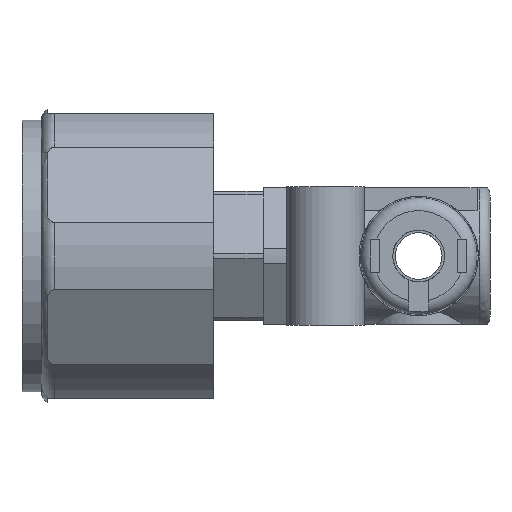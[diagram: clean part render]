
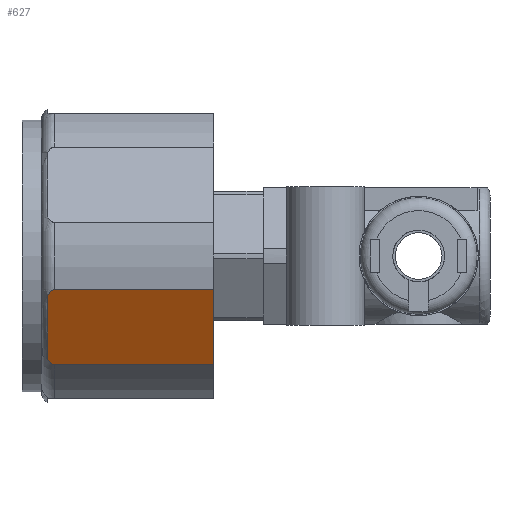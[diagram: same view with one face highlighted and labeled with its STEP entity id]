
A CAD part, left-side view. The second image highlights one B-rep face of the part: STEP entity #627.
In plain terms, the highlighted face is planar.
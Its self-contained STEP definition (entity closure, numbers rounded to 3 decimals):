
#627 = ADVANCED_FACE( '', ( #1288 ), #1289, .F. );
#1288 = FACE_OUTER_BOUND( '', #1939, .T. );
#1289 = PLANE( '', #1940 );
#1939 = EDGE_LOOP( '', ( #3435, #3436, #3437, #3438, #3439, #3440 ) );
#1940 = AXIS2_PLACEMENT_3D( '', #3441, #3442, #3443 );
#3435 = ORIENTED_EDGE( '', *, *, #3915, .T. );
#3436 = ORIENTED_EDGE( '', *, *, #4151, .F. );
#3437 = ORIENTED_EDGE( '', *, *, #4152, .F. );
#3438 = ORIENTED_EDGE( '', *, *, #4131, .F. );
#3439 = ORIENTED_EDGE( '', *, *, #3917, .T. );
#3440 = ORIENTED_EDGE( '', *, *, #4038, .F. );
#3441 = CARTESIAN_POINT( '', ( -11., 18., 6.351 ) );
#3442 = DIRECTION( '', ( 0.5, 0., -0.866 ) );
#3443 = DIRECTION( '', ( -0.866, 0., -0.5 ) );
#3915 = EDGE_CURVE( '', #4739, #4740, #4741, .T. );
#3917 = EDGE_CURVE( '', #4744, #4742, #4745, .T. );
#4038 = EDGE_CURVE( '', #4739, #4742, #4916, .T. );
#4131 = EDGE_CURVE( '', #4744, #5023, #5026, .T. );
#4151 = EDGE_CURVE( '', #5048, #4740, #5049, .F. );
#4152 = EDGE_CURVE( '', #5023, #5048, #5050, .T. );
#4739 = VERTEX_POINT( '', #6177 );
#4740 = VERTEX_POINT( '', #6178 );
#4741 = B_SPLINE_CURVE_WITH_KNOTS( '', 3, ( #6179, #6180, #6181, #6182, #6183, #6184, #6185, #6186 ), .UNSPECIFIED., .F., .F., ( 4, 2, 2, 4 ), ( 0., 0., 0.001, 0.001 ), .UNSPECIFIED. );
#4742 = VERTEX_POINT( '', #6187 );
#4744 = VERTEX_POINT( '', #6189 );
#4745 = B_SPLINE_CURVE_WITH_KNOTS( '', 3, ( #6190, #6191, #6192, #6193, #6194, #6195, #6196, #6197 ), .UNSPECIFIED., .F., .F., ( 4, 2, 2, 4 ), ( 0., 0., 0., 0.001 ), .UNSPECIFIED. );
#4916 = LINE( '', #6500, #6501 );
#5023 = VERTEX_POINT( '', #6694 );
#5026 = LINE( '', #6698, #6699 );
#5048 = VERTEX_POINT( '', #6775 );
#5049 = LINE( '', #6776, #6777 );
#5050 = LINE( '', #6778, #6779 );
#6177 = CARTESIAN_POINT( '', ( -7.978, 18., 8.096 ) );
#6178 = CARTESIAN_POINT( '', ( -8.405, 17.5, 7.849 ) );
#6179 = CARTESIAN_POINT( '', ( -7.978, 18., 8.096 ) );
#6180 = CARTESIAN_POINT( '', ( -8.076, 17.951, 8.039 ) );
#6181 = CARTESIAN_POINT( '', ( -8.17, 17.892, 7.984 ) );
#6182 = CARTESIAN_POINT( '', ( -8.293, 17.773, 7.914 ) );
#6183 = CARTESIAN_POINT( '', ( -8.331, 17.727, 7.892 ) );
#6184 = CARTESIAN_POINT( '', ( -8.386, 17.623, 7.86 ) );
#6185 = CARTESIAN_POINT( '', ( -8.405, 17.563, 7.849 ) );
#6186 = CARTESIAN_POINT( '', ( -8.405, 17.5, 7.849 ) );
#6187 = CARTESIAN_POINT( '', ( -3.022, 18., 10.957 ) );
#6189 = CARTESIAN_POINT( '', ( -2.595, 17.5, 11.203 ) );
#6190 = CARTESIAN_POINT( '', ( -2.595, 17.5, 11.203 ) );
#6191 = CARTESIAN_POINT( '', ( -2.595, 17.563, 11.203 ) );
#6192 = CARTESIAN_POINT( '', ( -2.613, 17.623, 11.193 ) );
#6193 = CARTESIAN_POINT( '', ( -2.669, 17.727, 11.161 ) );
#6194 = CARTESIAN_POINT( '', ( -2.707, 17.773, 11.139 ) );
#6195 = CARTESIAN_POINT( '', ( -2.829, 17.892, 11.069 ) );
#6196 = CARTESIAN_POINT( '', ( -2.924, 17.951, 11.013 ) );
#6197 = CARTESIAN_POINT( '', ( -3.022, 18., 10.957 ) );
#6500 = CARTESIAN_POINT( '', ( -11., 18., 6.351 ) );
#6501 = VECTOR( '', #7320, 1000. );
#6694 = CARTESIAN_POINT( '', ( -2.595, 5.21, 11.203 ) );
#6698 = CARTESIAN_POINT( '', ( -2.595, 0., 11.203 ) );
#6699 = VECTOR( '', #7387, 1000. );
#6775 = CARTESIAN_POINT( '', ( -8.405, 5.21, 7.849 ) );
#6776 = CARTESIAN_POINT( '', ( -8.405, 0., 7.849 ) );
#6777 = VECTOR( '', #7398, 1000. );
#6778 = CARTESIAN_POINT( '', ( 3.125, 5.21, 14.506 ) );
#6779 = VECTOR( '', #7399, 1000. );
#7320 = DIRECTION( '', ( 0.866, 0., 0.5 ) );
#7387 = DIRECTION( '', ( 0., -1., 0. ) );
#7398 = DIRECTION( '', ( 0., -1., 0. ) );
#7399 = DIRECTION( '', ( -0.866, 0., -0.5 ) );
